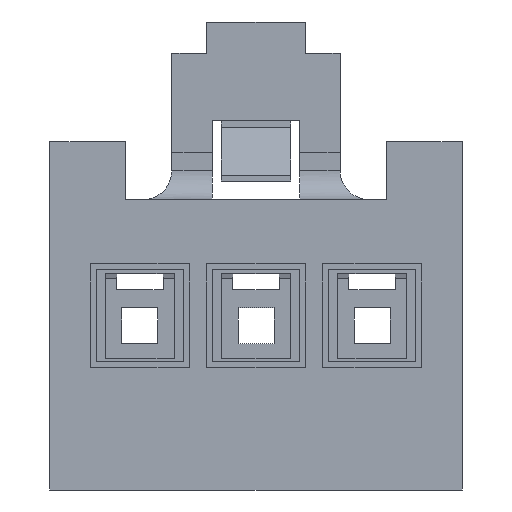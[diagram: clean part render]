
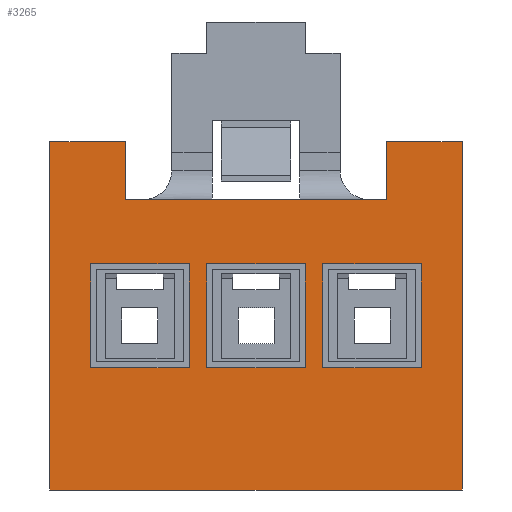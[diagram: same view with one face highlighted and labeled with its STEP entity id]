
A CAD part, front view. The second image highlights one B-rep face of the part: STEP entity #3265.
In plain terms, the highlighted planar face has unit normal (0, -1, 0).
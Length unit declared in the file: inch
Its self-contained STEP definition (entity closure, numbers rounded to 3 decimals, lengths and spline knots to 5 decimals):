
#104=ORIENTED_EDGE('',*,*,#1051,.T.);
#105=ORIENTED_EDGE('',*,*,#1052,.T.);
#106=ORIENTED_EDGE('',*,*,#1053,.T.);
#107=ORIENTED_EDGE('',*,*,#1054,.T.);
#108=ORIENTED_EDGE('',*,*,#1055,.T.);
#109=ORIENTED_EDGE('',*,*,#1056,.T.);
#110=ORIENTED_EDGE('',*,*,#1057,.T.);
#111=ORIENTED_EDGE('',*,*,#1058,.T.);
#112=ORIENTED_EDGE('',*,*,#1059,.T.);
#113=ORIENTED_EDGE('',*,*,#1060,.T.);
#114=ORIENTED_EDGE('',*,*,#1061,.T.);
#115=ORIENTED_EDGE('',*,*,#1062,.T.);
#116=ORIENTED_EDGE('',*,*,#1063,.T.);
#117=ORIENTED_EDGE('',*,*,#1064,.T.);
#118=ORIENTED_EDGE('',*,*,#1065,.T.);
#119=ORIENTED_EDGE('',*,*,#1066,.F.);
#120=ORIENTED_EDGE('',*,*,#1067,.F.);
#121=ORIENTED_EDGE('',*,*,#1068,.T.);
#122=ORIENTED_EDGE('',*,*,#1069,.T.);
#123=ORIENTED_EDGE('',*,*,#1070,.T.);
#1051=EDGE_CURVE('',#1519,#1520,#1830,.T.);
#1052=EDGE_CURVE('',#1520,#1521,#1831,.T.);
#1053=EDGE_CURVE('',#1521,#1522,#1832,.T.);
#1054=EDGE_CURVE('',#1522,#1519,#1833,.T.);
#1055=EDGE_CURVE('',#1523,#1524,#1834,.T.);
#1056=EDGE_CURVE('',#1524,#1525,#1835,.T.);
#1057=EDGE_CURVE('',#1525,#1526,#1836,.T.);
#1058=EDGE_CURVE('',#1526,#1523,#1837,.T.);
#1059=EDGE_CURVE('',#1527,#1528,#1838,.T.);
#1060=EDGE_CURVE('',#1528,#1529,#1839,.T.);
#1061=EDGE_CURVE('',#1529,#1530,#1840,.T.);
#1062=EDGE_CURVE('',#1530,#1527,#1841,.T.);
#1063=EDGE_CURVE('',#1531,#1532,#1842,.T.);
#1064=EDGE_CURVE('',#1532,#1533,#1843,.T.);
#1065=EDGE_CURVE('',#1533,#1534,#1844,.T.);
#1066=EDGE_CURVE('',#1535,#1534,#1845,.T.);
#1067=EDGE_CURVE('',#1536,#1535,#1846,.T.);
#1068=EDGE_CURVE('',#1536,#1537,#1847,.T.);
#1069=EDGE_CURVE('',#1537,#1538,#1848,.T.);
#1070=EDGE_CURVE('',#1538,#1531,#1849,.T.);
#1519=VERTEX_POINT('',#4573);
#1520=VERTEX_POINT('',#4574);
#1521=VERTEX_POINT('',#4576);
#1522=VERTEX_POINT('',#4578);
#1523=VERTEX_POINT('',#4581);
#1524=VERTEX_POINT('',#4582);
#1525=VERTEX_POINT('',#4584);
#1526=VERTEX_POINT('',#4586);
#1527=VERTEX_POINT('',#4589);
#1528=VERTEX_POINT('',#4590);
#1529=VERTEX_POINT('',#4592);
#1530=VERTEX_POINT('',#4594);
#1531=VERTEX_POINT('',#4597);
#1532=VERTEX_POINT('',#4598);
#1533=VERTEX_POINT('',#4600);
#1534=VERTEX_POINT('',#4602);
#1535=VERTEX_POINT('',#4604);
#1536=VERTEX_POINT('',#4606);
#1537=VERTEX_POINT('',#4608);
#1538=VERTEX_POINT('',#4610);
#1830=LINE('',#4572,#2295);
#1831=LINE('',#4575,#2296);
#1832=LINE('',#4577,#2297);
#1833=LINE('',#4579,#2298);
#1834=LINE('',#4580,#2299);
#1835=LINE('',#4583,#2300);
#1836=LINE('',#4585,#2301);
#1837=LINE('',#4587,#2302);
#1838=LINE('',#4588,#2303);
#1839=LINE('',#4591,#2304);
#1840=LINE('',#4593,#2305);
#1841=LINE('',#4595,#2306);
#1842=LINE('',#4596,#2307);
#1843=LINE('',#4599,#2308);
#1844=LINE('',#4601,#2309);
#1845=LINE('',#4603,#2310);
#1846=LINE('',#4605,#2311);
#1847=LINE('',#4607,#2312);
#1848=LINE('',#4609,#2313);
#1849=LINE('',#4611,#2314);
#2295=VECTOR('',#3714,39.37008);
#2296=VECTOR('',#3715,39.37008);
#2297=VECTOR('',#3716,39.37008);
#2298=VECTOR('',#3717,39.37008);
#2299=VECTOR('',#3718,39.37008);
#2300=VECTOR('',#3719,39.37008);
#2301=VECTOR('',#3720,39.37008);
#2302=VECTOR('',#3721,39.37008);
#2303=VECTOR('',#3722,39.37008);
#2304=VECTOR('',#3723,39.37008);
#2305=VECTOR('',#3724,39.37008);
#2306=VECTOR('',#3725,39.37008);
#2307=VECTOR('',#3726,39.37008);
#2308=VECTOR('',#3727,39.37008);
#2309=VECTOR('',#3728,39.37008);
#2310=VECTOR('',#3729,39.37008);
#2311=VECTOR('',#3730,39.37008);
#2312=VECTOR('',#3731,39.37008);
#2313=VECTOR('',#3732,39.37008);
#2314=VECTOR('',#3733,39.37008);
#2724=EDGE_LOOP('',(#104,#105,#106,#107));
#2725=EDGE_LOOP('',(#108,#109,#110,#111));
#2726=EDGE_LOOP('',(#112,#113,#114,#115));
#2727=EDGE_LOOP('',(#116,#117,#118,#119,#120,#121,#122,#123));
#2913=FACE_BOUND('',#2724,.T.);
#2914=FACE_BOUND('',#2725,.T.);
#2915=FACE_BOUND('',#2726,.T.);
#2916=FACE_BOUND('',#2727,.T.);
#3100=PLANE('',#3459);
#3265=ADVANCED_FACE('',(#2913,#2914,#2915,#2916),#3100,.F.);
#3459=AXIS2_PLACEMENT_3D('',#4571,#3712,#3713);
#3712=DIRECTION('',(0.,1.,0.));
#3713=DIRECTION('',(0.,0.,1.));
#3714=DIRECTION('',(-1.,0.,0.));
#3715=DIRECTION('',(0.,0.,1.));
#3716=DIRECTION('',(1.,0.,0.));
#3717=DIRECTION('',(0.,0.,-1.));
#3718=DIRECTION('',(-1.,0.,0.));
#3719=DIRECTION('',(0.,0.,1.));
#3720=DIRECTION('',(1.,0.,0.));
#3721=DIRECTION('',(0.,0.,-1.));
#3722=DIRECTION('',(-1.,0.,0.));
#3723=DIRECTION('',(0.,0.,1.));
#3724=DIRECTION('',(1.,0.,0.));
#3725=DIRECTION('',(0.,0.,-1.));
#3726=DIRECTION('',(0.,0.,1.));
#3727=DIRECTION('',(-1.,0.,0.));
#3728=DIRECTION('',(0.,0.,-1.));
#3729=DIRECTION('',(-1.,0.,0.));
#3730=DIRECTION('',(0.,0.,-1.));
#3731=DIRECTION('',(-1.,0.,0.));
#3732=DIRECTION('',(0.,0.,-1.));
#3733=DIRECTION('',(-1.,0.,0.));
#4571=CARTESIAN_POINT('',(0.1775,0.,0.15));
#4572=CARTESIAN_POINT('',(0.0425,0.,-0.04475));
#4573=CARTESIAN_POINT('',(0.0425,0.,-0.04475));
#4574=CARTESIAN_POINT('',(-0.0425,0.,-0.04475));
#4575=CARTESIAN_POINT('',(-0.0425,0.,-0.04475));
#4576=CARTESIAN_POINT('',(-0.0425,0.,0.04475));
#4577=CARTESIAN_POINT('',(-0.0425,0.,0.04475));
#4578=CARTESIAN_POINT('',(0.0425,0.,0.04475));
#4579=CARTESIAN_POINT('',(0.0425,0.,0.04475));
#4580=CARTESIAN_POINT('',(-0.0575,0.,-0.04475));
#4581=CARTESIAN_POINT('',(-0.0575,0.,-0.04475));
#4582=CARTESIAN_POINT('',(-0.1425,0.,-0.04475));
#4583=CARTESIAN_POINT('',(-0.1425,0.,-0.04475));
#4584=CARTESIAN_POINT('',(-0.1425,0.,0.04475));
#4585=CARTESIAN_POINT('',(-0.1425,0.,0.04475));
#4586=CARTESIAN_POINT('',(-0.0575,0.,0.04475));
#4587=CARTESIAN_POINT('',(-0.0575,0.,0.04475));
#4588=CARTESIAN_POINT('',(0.1425,0.,-0.04475));
#4589=CARTESIAN_POINT('',(0.1425,0.,-0.04475));
#4590=CARTESIAN_POINT('',(0.0575,0.,-0.04475));
#4591=CARTESIAN_POINT('',(0.0575,0.,-0.04475));
#4592=CARTESIAN_POINT('',(0.0575,0.,0.04475));
#4593=CARTESIAN_POINT('',(0.0575,0.,0.04475));
#4594=CARTESIAN_POINT('',(0.1425,0.,0.04475));
#4595=CARTESIAN_POINT('',(0.1425,0.,0.04475));
#4596=CARTESIAN_POINT('',(-0.1125,0.,0.1));
#4597=CARTESIAN_POINT('',(-0.1125,0.,0.1));
#4598=CARTESIAN_POINT('',(-0.1125,0.,0.15));
#4599=CARTESIAN_POINT('',(0.1775,0.,0.15));
#4600=CARTESIAN_POINT('',(-0.1775,0.,0.15));
#4601=CARTESIAN_POINT('',(-0.1775,0.,0.15));
#4602=CARTESIAN_POINT('',(-0.1775,0.,-0.15));
#4603=CARTESIAN_POINT('',(0.1775,0.,-0.15));
#4604=CARTESIAN_POINT('',(0.1775,0.,-0.15));
#4605=CARTESIAN_POINT('',(0.1775,0.,0.15));
#4606=CARTESIAN_POINT('',(0.1775,0.,0.15));
#4607=CARTESIAN_POINT('',(0.1775,0.,0.15));
#4608=CARTESIAN_POINT('',(0.1125,0.,0.15));
#4609=CARTESIAN_POINT('',(0.1125,0.,0.17));
#4610=CARTESIAN_POINT('',(0.1125,0.,0.1));
#4611=CARTESIAN_POINT('',(0.1125,0.,0.1));
